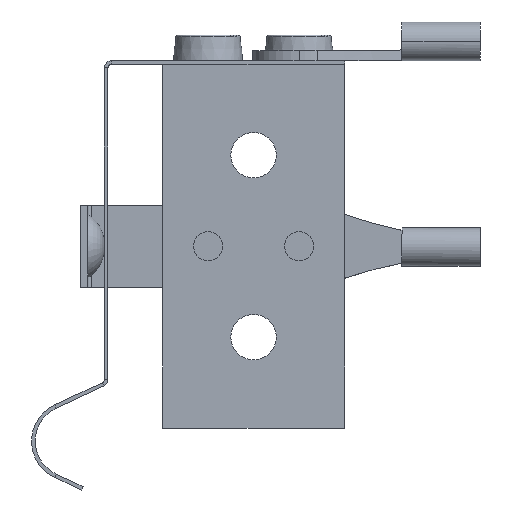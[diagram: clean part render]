
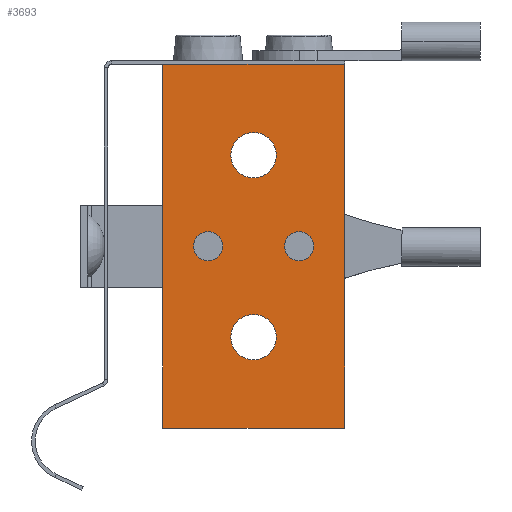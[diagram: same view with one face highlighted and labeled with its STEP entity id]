
A CAD part, left-side view. The second image highlights one B-rep face of the part: STEP entity #3693.
In plain terms, the highlighted planar face has unit normal (-1, 0, 0).
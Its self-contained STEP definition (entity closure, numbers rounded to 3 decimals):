
#16 = VERTEX_POINT ( 'NONE', #2953 ) ;
#52 = CARTESIAN_POINT ( 'NONE',  ( 0., 2.5, 0. ) ) ;
#86 = ORIENTED_EDGE ( 'NONE', *, *, #3163, .T. ) ;
#118 = EDGE_LOOP ( 'NONE', ( #2131, #1777 ) ) ;
#145 = CARTESIAN_POINT ( 'NONE',  ( 0., -5., -10. ) ) ;
#157 = ORIENTED_EDGE ( 'NONE', *, *, #3628, .F. ) ;
#171 = VERTEX_POINT ( 'NONE', #1782 ) ;
#232 = DIRECTION ( 'NONE',  ( 0., -1., 0. ) ) ;
#254 = DIRECTION ( 'NONE',  ( 1., 0., 0. ) ) ;
#324 = CARTESIAN_POINT ( 'NONE',  ( 0., 0., -6.25 ) ) ;
#355 = AXIS2_PLACEMENT_3D ( 'NONE', #2647, #2831, #618 ) ;
#412 = CARTESIAN_POINT ( 'NONE',  ( 0., 0., -3.75 ) ) ;
#463 = VERTEX_POINT ( 'NONE', #2363 ) ;
#467 = DIRECTION ( 'NONE',  ( 0., 0., 1. ) ) ;
#469 = LINE ( 'NONE', #793, #1040 ) ;
#524 = VERTEX_POINT ( 'NONE', #412 ) ;
#569 = DIRECTION ( 'NONE',  ( 0., 0., 1. ) ) ;
#576 = VECTOR ( 'NONE', #3686, 1000. ) ;
#603 = DIRECTION ( 'NONE',  ( 1., 0., 0. ) ) ;
#618 = DIRECTION ( 'NONE',  ( 0., 0., -1. ) ) ;
#620 = VERTEX_POINT ( 'NONE', #3523 ) ;
#640 = CARTESIAN_POINT ( 'NONE',  ( 0., -5., 10. ) ) ;
#675 = EDGE_CURVE ( 'NONE', #1416, #803, #3383, .T. ) ;
#749 = EDGE_LOOP ( 'NONE', ( #1398, #2879 ) ) ;
#753 = VERTEX_POINT ( 'NONE', #324 ) ;
#764 = ORIENTED_EDGE ( 'NONE', *, *, #3030, .T. ) ;
#789 = CARTESIAN_POINT ( 'NONE',  ( 0., -2.5, 0. ) ) ;
#793 = CARTESIAN_POINT ( 'NONE',  ( 0., -5., 10. ) ) ;
#803 = VERTEX_POINT ( 'NONE', #3824 ) ;
#880 = EDGE_CURVE ( 'NONE', #1434, #1504, #2127, .T. ) ;
#936 = FACE_BOUND ( 'NONE', #2478, .T. ) ;
#1024 = DIRECTION ( 'NONE',  ( 0., 0., -1. ) ) ;
#1040 = VECTOR ( 'NONE', #232, 1000. ) ;
#1065 = CARTESIAN_POINT ( 'NONE',  ( 0., 0., 6.25 ) ) ;
#1093 = EDGE_CURVE ( 'NONE', #524, #753, #2375, .T. ) ;
#1195 = EDGE_CURVE ( 'NONE', #16, #463, #3969, .T. ) ;
#1265 = EDGE_CURVE ( 'NONE', #753, #524, #1462, .T. ) ;
#1307 = EDGE_CURVE ( 'NONE', #620, #171, #2656, .T. ) ;
#1398 = ORIENTED_EDGE ( 'NONE', *, *, #880, .T. ) ;
#1416 = VERTEX_POINT ( 'NONE', #1612 ) ;
#1417 = CARTESIAN_POINT ( 'NONE',  ( 0., 0., 5. ) ) ;
#1430 = VERTEX_POINT ( 'NONE', #640 ) ;
#1434 = VERTEX_POINT ( 'NONE', #1935 ) ;
#1462 = CIRCLE ( 'NONE', #1738, 1.25 ) ;
#1501 = DIRECTION ( 'NONE',  ( 0., 0., -1. ) ) ;
#1504 = VERTEX_POINT ( 'NONE', #1065 ) ;
#1565 = VECTOR ( 'NONE', #569, 1000. ) ;
#1612 = CARTESIAN_POINT ( 'NONE',  ( 0., -2.5, 0.8 ) ) ;
#1685 = AXIS2_PLACEMENT_3D ( 'NONE', #1982, #3845, #1024 ) ;
#1691 = FACE_OUTER_BOUND ( 'NONE', #3872, .T. ) ;
#1738 = AXIS2_PLACEMENT_3D ( 'NONE', #3386, #254, #1501 ) ;
#1771 = ORIENTED_EDGE ( 'NONE', *, *, #1195, .F. ) ;
#1777 = ORIENTED_EDGE ( 'NONE', *, *, #1093, .T. ) ;
#1782 = CARTESIAN_POINT ( 'NONE',  ( 0., 2.5, 0.8 ) ) ;
#1884 = AXIS2_PLACEMENT_3D ( 'NONE', #3981, #2716, #467 ) ;
#1894 = FACE_BOUND ( 'NONE', #2257, .T. ) ;
#1903 = DIRECTION ( 'NONE',  ( 0., 1., 0. ) ) ;
#1910 = DIRECTION ( 'NONE',  ( 0., 0., -1. ) ) ;
#1935 = CARTESIAN_POINT ( 'NONE',  ( 0., 0., 3.75 ) ) ;
#1982 = CARTESIAN_POINT ( 'NONE',  ( 0., 2.5, 0. ) ) ;
#2056 = CARTESIAN_POINT ( 'NONE',  ( 0., 0., 5. ) ) ;
#2127 = CIRCLE ( 'NONE', #2599, 1.25 ) ;
#2131 = ORIENTED_EDGE ( 'NONE', *, *, #1265, .T. ) ;
#2180 = ORIENTED_EDGE ( 'NONE', *, *, #1307, .T. ) ;
#2202 = VERTEX_POINT ( 'NONE', #3195 ) ;
#2216 = CARTESIAN_POINT ( 'NONE',  ( 0., 5., 10. ) ) ;
#2233 = AXIS2_PLACEMENT_3D ( 'NONE', #2821, #3022, #3697 ) ;
#2257 = EDGE_LOOP ( 'NONE', ( #764, #4105 ) ) ;
#2363 = CARTESIAN_POINT ( 'NONE',  ( 0., 5., 10. ) ) ;
#2375 = CIRCLE ( 'NONE', #2233, 1.25 ) ;
#2478 = EDGE_LOOP ( 'NONE', ( #2180, #86 ) ) ;
#2546 = FACE_BOUND ( 'NONE', #118, .T. ) ;
#2561 = VECTOR ( 'NONE', #1903, 1000. ) ;
#2585 = AXIS2_PLACEMENT_3D ( 'NONE', #52, #603, #4003 ) ;
#2599 = AXIS2_PLACEMENT_3D ( 'NONE', #1417, #4006, #2940 ) ;
#2647 = CARTESIAN_POINT ( 'NONE',  ( 0., -2.5, 0. ) ) ;
#2656 = CIRCLE ( 'NONE', #1685, 0.8 ) ;
#2716 = DIRECTION ( 'NONE',  ( -1., 0., 0. ) ) ;
#2745 = EDGE_CURVE ( 'NONE', #1430, #2202, #3852, .T. ) ;
#2772 = EDGE_CURVE ( 'NONE', #1504, #1434, #2932, .T. ) ;
#2821 = CARTESIAN_POINT ( 'NONE',  ( 0., 0., -5. ) ) ;
#2831 = DIRECTION ( 'NONE',  ( 1., 0., 0. ) ) ;
#2879 = ORIENTED_EDGE ( 'NONE', *, *, #2772, .T. ) ;
#2932 = CIRCLE ( 'NONE', #3567, 1.25 ) ;
#2940 = DIRECTION ( 'NONE',  ( 0., 0., -1. ) ) ;
#2953 = CARTESIAN_POINT ( 'NONE',  ( 0., 5., -10. ) ) ;
#2995 = DIRECTION ( 'NONE',  ( 1., 0., 0. ) ) ;
#3022 = DIRECTION ( 'NONE',  ( 1., 0., 0. ) ) ;
#3030 = EDGE_CURVE ( 'NONE', #803, #1416, #3298, .T. ) ;
#3032 = DIRECTION ( 'NONE',  ( 1., 0., 0. ) ) ;
#3123 = PLANE ( 'NONE',  #1884 ) ;
#3130 = ORIENTED_EDGE ( 'NONE', *, *, #4092, .F. ) ;
#3163 = EDGE_CURVE ( 'NONE', #171, #620, #3849, .T. ) ;
#3195 = CARTESIAN_POINT ( 'NONE',  ( 0., -5., -10. ) ) ;
#3298 = CIRCLE ( 'NONE', #355, 0.8 ) ;
#3321 = AXIS2_PLACEMENT_3D ( 'NONE', #789, #2995, #3351 ) ;
#3346 = FACE_BOUND ( 'NONE', #749, .T. ) ;
#3351 = DIRECTION ( 'NONE',  ( 0., 0., -1. ) ) ;
#3368 = LINE ( 'NONE', #145, #2561 ) ;
#3383 = CIRCLE ( 'NONE', #3321, 0.8 ) ;
#3386 = CARTESIAN_POINT ( 'NONE',  ( 0., 0., -5. ) ) ;
#3481 = ORIENTED_EDGE ( 'NONE', *, *, #2745, .F. ) ;
#3523 = CARTESIAN_POINT ( 'NONE',  ( 0., 2.5, -0.8 ) ) ;
#3567 = AXIS2_PLACEMENT_3D ( 'NONE', #2056, #3032, #1910 ) ;
#3628 = EDGE_CURVE ( 'NONE', #463, #1430, #469, .T. ) ;
#3686 = DIRECTION ( 'NONE',  ( 0., 0., -1. ) ) ;
#3693 = ADVANCED_FACE ( 'NONE', ( #936, #1894, #3346, #2546, #1691 ), #3123, .T. ) ;
#3697 = DIRECTION ( 'NONE',  ( 0., 0., -1. ) ) ;
#3824 = CARTESIAN_POINT ( 'NONE',  ( 0., -2.5, -0.8 ) ) ;
#3845 = DIRECTION ( 'NONE',  ( 1., 0., 0. ) ) ;
#3849 = CIRCLE ( 'NONE', #2585, 0.8 ) ;
#3852 = LINE ( 'NONE', #3957, #576 ) ;
#3872 = EDGE_LOOP ( 'NONE', ( #3130, #3481, #157, #1771 ) ) ;
#3957 = CARTESIAN_POINT ( 'NONE',  ( 0., -5., 10. ) ) ;
#3969 = LINE ( 'NONE', #2216, #1565 ) ;
#3981 = CARTESIAN_POINT ( 'NONE',  ( 0., 0., 0. ) ) ;
#4003 = DIRECTION ( 'NONE',  ( 0., 0., -1. ) ) ;
#4006 = DIRECTION ( 'NONE',  ( 1., 0., 0. ) ) ;
#4092 = EDGE_CURVE ( 'NONE', #2202, #16, #3368, .T. ) ;
#4105 = ORIENTED_EDGE ( 'NONE', *, *, #675, .T. ) ;
